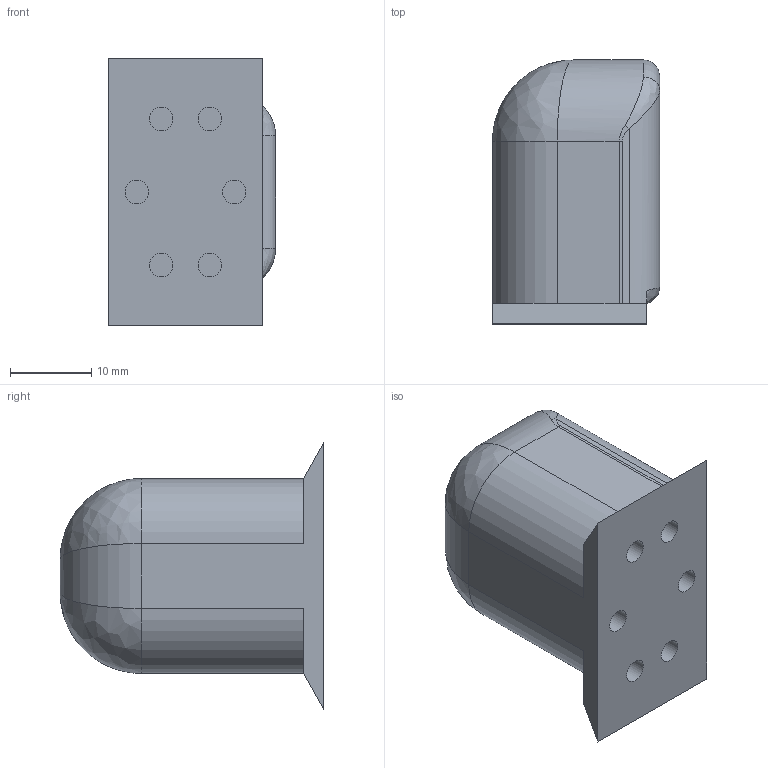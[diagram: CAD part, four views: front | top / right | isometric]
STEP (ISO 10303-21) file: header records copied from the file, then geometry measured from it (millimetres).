
FILE_DESCRIPTION(/* description */ (''),/* implementation_level */ '2;1');
FILE_NAME(/* name */ 'finger_tip_soft.stp',/* time_stamp */ '2024-12-21T19:40:25-05:00',/* author */ ('Kenny'),/* organization */ (''),/* preprocessor_version */ 'ST-DEVELOPER v18.1',/* originating_system */ 'Autodesk Inventor 2021',/* authorisation */ '');
FILE_SCHEMA (('AUTOMOTIVE_DESIGN { 1 0 10303 214 3 1 1 }'));
Length unit declared in the file: millimetre
Products named in the file (1): finger_tip_1
Bounding box: 20.6 x 32.5 x 33 mm (x, y, z)
Volume: 13147.1 mm3; surface area: 4588.6 mm2
Topology: 1 solids, 1 shells, 48 faces, 115 edges, 73 vertices
Faces by surface type: cylinder 19, plane 19, bspline 8, torus 2
Full cylindrical faces by diameter (mm): 2.9 x6
Entity records: 1748 total; most frequent: CARTESIAN_POINT 597, DIRECTION 235, ORIENTED_EDGE 226, EDGE_CURVE 113, AXIS2_PLACEMENT_3D 93, VERTEX_POINT 73, EDGE_LOOP 54, LINE 49
